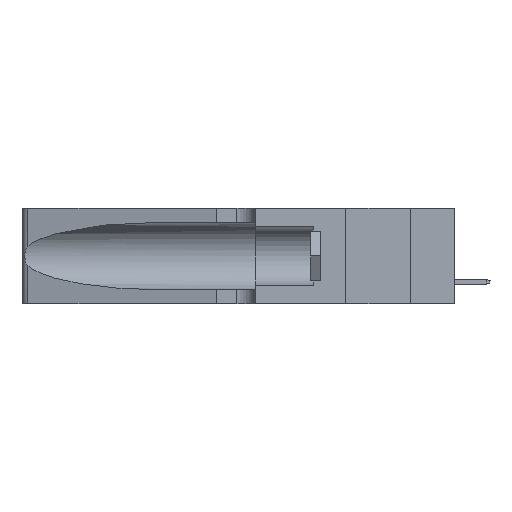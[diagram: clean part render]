
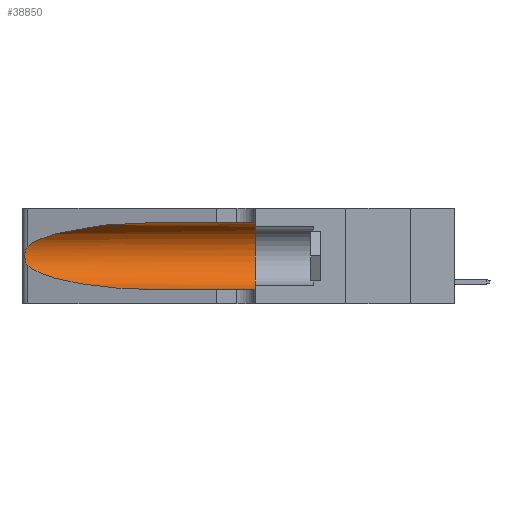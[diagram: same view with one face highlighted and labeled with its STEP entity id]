
A CAD part, left-side view. The second image highlights one B-rep face of the part: STEP entity #38850.
In plain terms, the highlighted cylindrical face has radius 3.308 mm (diameter 6.617 mm), a partial arc.
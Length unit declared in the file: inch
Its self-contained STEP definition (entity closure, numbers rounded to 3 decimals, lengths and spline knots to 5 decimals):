
#1100 = B_SPLINE_CURVE_WITH_KNOTS ( 'NONE', 3,
 ( #22727, #36681, #22953, #5650, #19493, #22281, #25489, #42833, #18830, #14973, #28928, #5433, #36240, #33267 ),
 .UNSPECIFIED., .F., .F.,
 ( 4, 2, 2, 2, 2, 2, 4 ),
 ( 0., 0.00027, 0.00053, 0.00107, 0.0016, 0.00187, 0.00214 ),
 .UNSPECIFIED. ) ;
#1508 = CARTESIAN_POINT ( 'NONE',  ( 0.1305, 1.61858, 0.185 ) ) ;
#2159 = DIRECTION ( 'NONE',  ( 0., -1., 0. ) ) ;
#5241 = CARTESIAN_POINT ( 'NONE',  ( 0.25487, 1.22718, 0.22369 ) ) ;
#5433 = CARTESIAN_POINT ( 'NONE',  ( 0.25639, 1.23186, 0.15144 ) ) ;
#5650 = CARTESIAN_POINT ( 'NONE',  ( 0.25787, 1.23484, 0.2124 ) ) ;
#7008 = CARTESIAN_POINT ( 'NONE',  ( 0.25487, 1.22718, 0.14631 ) ) ;
#7811 = EDGE_CURVE ( 'NONE', #34356, #27124, #24338, .T. ) ;
#8349 = DIRECTION ( 'NONE',  ( 0., 0., -1. ) ) ;
#9365 = CARTESIAN_POINT ( 'NONE',  ( 0.2373, 1.15595, 0.08982 ) ) ;
#10512 = VECTOR ( 'NONE', #2159, 39.37008 ) ;
#10905 = LINE ( 'NONE', #11153, #19752 ) ;
#11153 = CARTESIAN_POINT ( 'NONE',  ( 0.1305, 1.61858, 0.05475 ) ) ;
#12412 = CYLINDRICAL_SURFACE ( 'NONE', #24802, 0.13025 ) ;
#12424 = EDGE_CURVE ( 'NONE', #39521, #23831, #10905, .T. ) ;
#12843 = DIRECTION ( 'NONE',  ( 0., -1., 0. ) ) ;
#13127 = CIRCLE ( 'NONE', #32098, 0.13025 ) ;
#14044 = VERTEX_POINT ( 'NONE', #16589 ) ;
#14224 = VERTEX_POINT ( 'NONE', #7008 ) ;
#14560 = CARTESIAN_POINT ( 'NONE',  ( 0.25487, 1.22718, 0.22369 ) ) ;
#14973 = CARTESIAN_POINT ( 'NONE',  ( 0.25856, 1.23593, 0.16098 ) ) ;
#16120 = CARTESIAN_POINT ( 'NONE',  ( 0.18966, 0.96281, 0.31525 ) ) ;
#16589 = CARTESIAN_POINT ( 'NONE',  ( 0.1305, 0.35, 0.31525 ) ) ;
#18830 = CARTESIAN_POINT ( 'NONE',  ( 0.26017, 1.23833, 0.17102 ) ) ;
#19493 = CARTESIAN_POINT ( 'NONE',  ( 0.25854, 1.2359, 0.20912 ) ) ;
#19752 = VECTOR ( 'NONE', #32159, 39.37008 ) ;
#20120 = LINE ( 'NONE', #30910, #10512 ) ;
#20248 = EDGE_LOOP ( 'NONE', ( #24055, #30808, #24221, #41519, #22189, #35242 ) ) ;
#22189 = ORIENTED_EDGE ( 'NONE', *, *, #38903, .F. ) ;
#22281 = CARTESIAN_POINT ( 'NONE',  ( 0.26018, 1.23835, 0.19895 ) ) ;
#22727 = CARTESIAN_POINT ( 'NONE',  ( 0.25487, 1.22718, 0.22369 ) ) ;
#22878 = EDGE_CURVE ( 'NONE', #14224, #39521, #33693, .T. ) ;
#22953 = CARTESIAN_POINT ( 'NONE',  ( 0.25639, 1.23184, 0.21858 ) ) ;
#23263 = CARTESIAN_POINT ( 'NONE',  ( 0.18966, 0.96281, 0.05475 ) ) ;
#23831 = VERTEX_POINT ( 'NONE', #25133 ) ;
#24055 = ORIENTED_EDGE ( 'NONE', *, *, #7811, .T. ) ;
#24221 = ORIENTED_EDGE ( 'NONE', *, *, #22878, .T. ) ;
#24338 =( BOUNDED_CURVE ( )  B_SPLINE_CURVE ( 3, ( #36269, #16120, #25745, #5241 ),
 .UNSPECIFIED., .F., .T. ) 
 B_SPLINE_CURVE_WITH_KNOTS ( ( 4, 4 ),
 ( 1.5708, 2.84003 ),
 .UNSPECIFIED. ) 
 CURVE ( )  GEOMETRIC_REPRESENTATION_ITEM ( )  RATIONAL_B_SPLINE_CURVE ( ( 1., 0.87, 0.87, 1. ) ) 
 REPRESENTATION_ITEM ( '' )  );
#24802 = AXIS2_PLACEMENT_3D ( 'NONE', #1508, #12843, #8349 ) ;
#25133 = CARTESIAN_POINT ( 'NONE',  ( 0.1305, 0.35, 0.05475 ) ) ;
#25329 = CARTESIAN_POINT ( 'NONE',  ( 0.1305, 0.72297, 0.05475 ) ) ;
#25489 = CARTESIAN_POINT ( 'NONE',  ( 0.26075, 1.23896, 0.19203 ) ) ;
#25745 = CARTESIAN_POINT ( 'NONE',  ( 0.2373, 1.15595, 0.28018 ) ) ;
#26093 = DIRECTION ( 'NONE',  ( 0., 0., 1. ) ) ;
#26316 = CARTESIAN_POINT ( 'NONE',  ( 0.1305, 0.35, 0.185 ) ) ;
#26686 = CARTESIAN_POINT ( 'NONE',  ( 0.25487, 1.22718, 0.14631 ) ) ;
#27124 = VERTEX_POINT ( 'NONE', #14560 ) ;
#28928 = CARTESIAN_POINT ( 'NONE',  ( 0.25789, 1.23486, 0.15765 ) ) ;
#30808 = ORIENTED_EDGE ( 'NONE', *, *, #42652, .T. ) ;
#30910 = CARTESIAN_POINT ( 'NONE',  ( 0.1305, 1.61858, 0.31525 ) ) ;
#32076 = FACE_OUTER_BOUND ( 'NONE', #20248, .T. ) ;
#32098 = AXIS2_PLACEMENT_3D ( 'NONE', #26316, #43232, #26093 ) ;
#32159 = DIRECTION ( 'NONE',  ( 0., -1., 0. ) ) ;
#33267 = CARTESIAN_POINT ( 'NONE',  ( 0.25487, 1.22718, 0.14631 ) ) ;
#33693 =( BOUNDED_CURVE ( )  B_SPLINE_CURVE ( 3, ( #26686, #9365, #23263, #37200 ),
 .UNSPECIFIED., .F., .T. ) 
 B_SPLINE_CURVE_WITH_KNOTS ( ( 4, 4 ),
 ( 3.44316, 4.71239 ),
 .UNSPECIFIED. ) 
 CURVE ( )  GEOMETRIC_REPRESENTATION_ITEM ( )  RATIONAL_B_SPLINE_CURVE ( ( 1., 0.87, 0.87, 1. ) ) 
 REPRESENTATION_ITEM ( '' )  );
#34356 = VERTEX_POINT ( 'NONE', #41008 ) ;
#35242 = ORIENTED_EDGE ( 'NONE', *, *, #43229, .F. ) ;
#36240 = CARTESIAN_POINT ( 'NONE',  ( 0.25555, 1.22993, 0.14849 ) ) ;
#36269 = CARTESIAN_POINT ( 'NONE',  ( 0.1305, 0.72297, 0.31525 ) ) ;
#36681 = CARTESIAN_POINT ( 'NONE',  ( 0.25555, 1.22994, 0.2215 ) ) ;
#37200 = CARTESIAN_POINT ( 'NONE',  ( 0.1305, 0.72297, 0.05475 ) ) ;
#38850 = ADVANCED_FACE ( 'NONE', ( #32076 ), #12412, .F. ) ;
#38903 = EDGE_CURVE ( 'NONE', #14044, #23831, #13127, .T. ) ;
#39521 = VERTEX_POINT ( 'NONE', #25329 ) ;
#41008 = CARTESIAN_POINT ( 'NONE',  ( 0.1305, 0.72297, 0.31525 ) ) ;
#41519 = ORIENTED_EDGE ( 'NONE', *, *, #12424, .T. ) ;
#42652 = EDGE_CURVE ( 'NONE', #27124, #14224, #1100, .T. ) ;
#42833 = CARTESIAN_POINT ( 'NONE',  ( 0.26075, 1.23896, 0.178 ) ) ;
#43229 = EDGE_CURVE ( 'NONE', #34356, #14044, #20120, .T. ) ;
#43232 = DIRECTION ( 'NONE',  ( 0., 1., 0. ) ) ;
